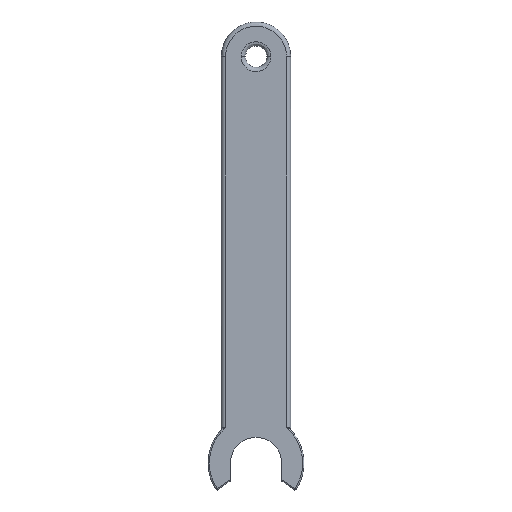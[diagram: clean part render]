
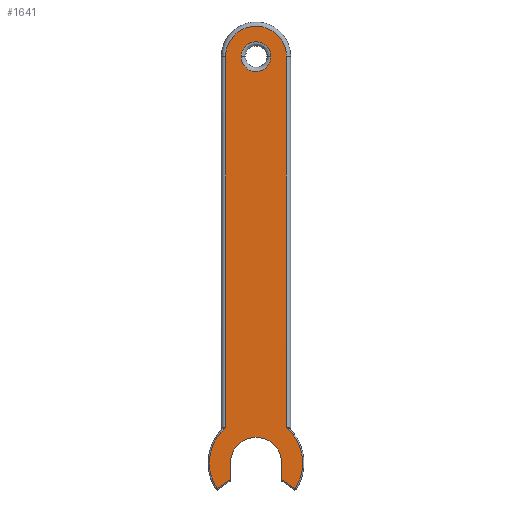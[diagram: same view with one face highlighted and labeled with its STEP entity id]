
A CAD part, top view. The second image highlights one B-rep face of the part: STEP entity #1641.
In plain terms, the highlighted planar face has unit normal (0, 0, 1).
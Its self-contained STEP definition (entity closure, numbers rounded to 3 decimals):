
#1 = CARTESIAN_POINT ( 'NONE',  ( -10.329, -4.23, 0. ) ) ;
#24 = CARTESIAN_POINT ( 'NONE',  ( -7.15, 95.397, 0. ) ) ;
#49 = DIRECTION ( 'NONE',  ( 0., 0., -1. ) ) ;
#99 = ORIENTED_EDGE ( 'NONE', *, *, #1712, .F. ) ;
#111 = LINE ( 'NONE', #1731, #925 ) ;
#157 = FACE_BOUND ( 'NONE', #2744, .T. ) ;
#163 = CARTESIAN_POINT ( 'NONE',  ( -7.15, 8.293, 0. ) ) ;
#218 = EDGE_CURVE ( 'NONE', #2754, #1489, #2224, .T. ) ;
#236 = EDGE_CURVE ( 'NONE', #1141, #662, #1200, .T. ) ;
#237 = ORIENTED_EDGE ( 'NONE', *, *, #2529, .F. ) ;
#298 = CARTESIAN_POINT ( 'NONE',  ( -3.5, 95.397, 0. ) ) ;
#299 = CARTESIAN_POINT ( 'NONE',  ( 7.15, 95.397, 0. ) ) ;
#319 = ORIENTED_EDGE ( 'NONE', *, *, #739, .F. ) ;
#323 = VERTEX_POINT ( 'NONE', #345 ) ;
#345 = CARTESIAN_POINT ( 'NONE',  ( -3.5, 95.397, 0. ) ) ;
#411 = VERTEX_POINT ( 'NONE', #1733 ) ;
#446 = EDGE_CURVE ( 'NONE', #1704, #1141, #763, .T. ) ;
#456 = CARTESIAN_POINT ( 'NONE',  ( -10.95, 0., 0. ) ) ;
#458 = VERTEX_POINT ( 'NONE', #2400 ) ;
#486 = CARTESIAN_POINT ( 'NONE',  ( 3.5, 102.397, 0. ) ) ;
#494 = PLANE ( 'NONE',  #1244 ) ;
#538 = ORIENTED_EDGE ( 'NONE', *, *, #993, .F. ) ;
#566 =( BOUNDED_CURVE ( )  B_SPLINE_CURVE ( 3, ( #727, #2076, #1201, #2761 ),
 .UNSPECIFIED., .F., .F. ) 
 B_SPLINE_CURVE_WITH_KNOTS ( ( 4, 4 ),
 ( 0., 1. ),
 .UNSPECIFIED. ) 
 CURVE ( )  GEOMETRIC_REPRESENTATION_ITEM ( )  RATIONAL_B_SPLINE_CURVE ( ( 0.957, 0.319, 0.319, 0.957 ) ) 
 REPRESENTATION_ITEM ( '' )  );
#580 = CARTESIAN_POINT ( 'NONE',  ( 7.15, 109.697, 0. ) ) ;
#631 = ORIENTED_EDGE ( 'NONE', *, *, #941, .F. ) ;
#654 =( BOUNDED_CURVE ( )  B_SPLINE_CURVE ( 3, ( #2154, #1720, #580, #2164 ),
 .UNSPECIFIED., .F., .T. ) 
 B_SPLINE_CURVE_WITH_KNOTS ( ( 4, 4 ),
 ( 0., 1. ),
 .UNSPECIFIED. ) 
 CURVE ( )  GEOMETRIC_REPRESENTATION_ITEM ( )  RATIONAL_B_SPLINE_CURVE ( ( 0.957, 0.319, 0.319, 0.957 ) ) 
 REPRESENTATION_ITEM ( '' )  );
#662 = VERTEX_POINT ( 'NONE', #1839 ) ;
#674 = DIRECTION ( 'NONE',  ( 0., 1., 0. ) ) ;
#715 = CARTESIAN_POINT ( 'NONE',  ( 11.081, -6.684, 0. ) ) ;
#727 = CARTESIAN_POINT ( 'NONE',  ( -3.5, 95.397, 0. ) ) ;
#739 = EDGE_CURVE ( 'NONE', #2216, #458, #1188, .T. ) ;
#751 =( BOUNDED_CURVE ( )  B_SPLINE_CURVE ( 3, ( #964, #486, #1660, #298 ),
 .UNSPECIFIED., .F., .T. ) 
 B_SPLINE_CURVE_WITH_KNOTS ( ( 4, 4 ),
 ( 0., 1. ),
 .UNSPECIFIED. ) 
 CURVE ( )  GEOMETRIC_REPRESENTATION_ITEM ( )  RATIONAL_B_SPLINE_CURVE ( ( 0.957, 0.319, 0.319, 0.957 ) ) 
 REPRESENTATION_ITEM ( '' )  );
#763 = LINE ( 'NONE', #1061, #2806 ) ;
#790 = LINE ( 'NONE', #2776, #1327 ) ;
#894 = CARTESIAN_POINT ( 'NONE',  ( -9.138, -6.033, 0. ) ) ;
#925 = VECTOR ( 'NONE', #2175, 1000. ) ;
#941 = EDGE_CURVE ( 'NONE', #2286, #2216, #111, .T. ) ;
#964 = CARTESIAN_POINT ( 'NONE',  ( 3.5, 95.397, 0. ) ) ;
#980 = VECTOR ( 'NONE', #2133, 1000. ) ;
#993 = EDGE_CURVE ( 'NONE', #458, #2458, #2719, .T. ) ;
#994 = EDGE_CURVE ( 'NONE', #1489, #1306, #790, .T. ) ;
#1056 = FACE_OUTER_BOUND ( 'NONE', #2206, .T. ) ;
#1061 = CARTESIAN_POINT ( 'NONE',  ( 7.15, 48.257, 0. ) ) ;
#1067 = CARTESIAN_POINT ( 'NONE',  ( 0., 0., 0. ) ) ;
#1141 = VERTEX_POINT ( 'NONE', #1786 ) ;
#1188 = CIRCLE ( 'NONE', #1276, 6. ) ;
#1200 =( BOUNDED_CURVE ( )  B_SPLINE_CURVE ( 3, ( #1219, #2547, #2775, #1443 ),
 .UNSPECIFIED., .F., .T. ) 
 B_SPLINE_CURVE_WITH_KNOTS ( ( 4, 4 ),
 ( 0., 1. ),
 .UNSPECIFIED. ) 
 CURVE ( )  GEOMETRIC_REPRESENTATION_ITEM ( )  RATIONAL_B_SPLINE_CURVE ( ( 0.953, 0.796, 0.797, 0.957 ) ) 
 REPRESENTATION_ITEM ( '' )  );
#1201 = CARTESIAN_POINT ( 'NONE',  ( 3.5, 88.397, 0. ) ) ;
#1219 = CARTESIAN_POINT ( 'NONE',  ( 7.15, 8.293, 0. ) ) ;
#1220 = CARTESIAN_POINT ( 'NONE',  ( -6., 48.257, 0. ) ) ;
#1234 = CARTESIAN_POINT ( 'NONE',  ( -9.138, -6.033, 0. ) ) ;
#1244 = AXIS2_PLACEMENT_3D ( 'NONE', #715, #49, #1644 ) ;
#1276 = AXIS2_PLACEMENT_3D ( 'NONE', #1067, #2621, #1292 ) ;
#1281 = DIRECTION ( 'NONE',  ( 0., -1., 0. ) ) ;
#1292 = DIRECTION ( 'NONE',  ( 1., 0., 0. ) ) ;
#1306 = VERTEX_POINT ( 'NONE', #24 ) ;
#1312 = EDGE_CURVE ( 'NONE', #662, #2286, #1514, .T. ) ;
#1327 = VECTOR ( 'NONE', #674, 1000. ) ;
#1391 = ORIENTED_EDGE ( 'NONE', *, *, #218, .F. ) ;
#1404 = VECTOR ( 'NONE', #1670, 1000. ) ;
#1443 = CARTESIAN_POINT ( 'NONE',  ( 9.138, -6.033, 0. ) ) ;
#1489 = VERTEX_POINT ( 'NONE', #1783 ) ;
#1514 = LINE ( 'NONE', #1631, #1610 ) ;
#1526 = CARTESIAN_POINT ( 'NONE',  ( -9.602, 6.179, 0. ) ) ;
#1534 = CARTESIAN_POINT ( 'NONE',  ( -10.95, 0., 0. ) ) ;
#1559 = ORIENTED_EDGE ( 'NONE', *, *, #2654, .F. ) ;
#1610 = VECTOR ( 'NONE', #1856, 1000. ) ;
#1631 = CARTESIAN_POINT ( 'NONE',  ( 5.981, -3.822, 0. ) ) ;
#1641 = ADVANCED_FACE ( 'NONE', ( #157, #1056 ), #494, .F. ) ;
#1644 = DIRECTION ( 'NONE',  ( -1., 0., 0. ) ) ;
#1660 = CARTESIAN_POINT ( 'NONE',  ( -3.5, 102.397, 0. ) ) ;
#1662 = EDGE_CURVE ( 'NONE', #323, #411, #566, .T. ) ;
#1670 = DIRECTION ( 'NONE',  ( 0., -1., 0. ) ) ;
#1704 = VERTEX_POINT ( 'NONE', #299 ) ;
#1712 = EDGE_CURVE ( 'NONE', #2458, #2120, #2809, .T. ) ;
#1720 = CARTESIAN_POINT ( 'NONE',  ( -7.15, 109.697, 0. ) ) ;
#1726 = CARTESIAN_POINT ( 'NONE',  ( 6., 0., 0. ) ) ;
#1731 = CARTESIAN_POINT ( 'NONE',  ( 6., 48.257, 0. ) ) ;
#1733 = CARTESIAN_POINT ( 'NONE',  ( 3.5, 95.397, 0. ) ) ;
#1769 = ORIENTED_EDGE ( 'NONE', *, *, #994, .F. ) ;
#1783 = CARTESIAN_POINT ( 'NONE',  ( -7.15, 8.293, 0. ) ) ;
#1786 = CARTESIAN_POINT ( 'NONE',  ( 7.15, 8.293, 0. ) ) ;
#1801 =( BOUNDED_CURVE ( )  B_SPLINE_CURVE ( 3, ( #894, #1, #1814, #456 ),
 .UNSPECIFIED., .F., .T. ) 
 B_SPLINE_CURVE_WITH_KNOTS ( ( 4, 4 ),
 ( 0., 1. ),
 .UNSPECIFIED. ) 
 CURVE ( )  GEOMETRIC_REPRESENTATION_ITEM ( )  RATIONAL_B_SPLINE_CURVE ( ( 0.957, 0.93, 0.93, 0.957 ) ) 
 REPRESENTATION_ITEM ( '' )  );
#1814 = CARTESIAN_POINT ( 'NONE',  ( -10.95, -2.16, 0. ) ) ;
#1839 = CARTESIAN_POINT ( 'NONE',  ( 9.138, -6.033, 0. ) ) ;
#1856 = DIRECTION ( 'NONE',  ( -0.819, 0.574, 0. ) ) ;
#1905 = ORIENTED_EDGE ( 'NONE', *, *, #446, .F. ) ;
#2007 = ORIENTED_EDGE ( 'NONE', *, *, #1662, .F. ) ;
#2076 = CARTESIAN_POINT ( 'NONE',  ( -3.5, 88.397, 0. ) ) ;
#2086 = ORIENTED_EDGE ( 'NONE', *, *, #2170, .F. ) ;
#2088 = ORIENTED_EDGE ( 'NONE', *, *, #236, .F. ) ;
#2120 = VERTEX_POINT ( 'NONE', #1234 ) ;
#2133 = DIRECTION ( 'NONE',  ( -0.819, -0.574, 0. ) ) ;
#2154 = CARTESIAN_POINT ( 'NONE',  ( -7.15, 95.397, 0. ) ) ;
#2164 = CARTESIAN_POINT ( 'NONE',  ( 7.15, 95.397, 0. ) ) ;
#2170 = EDGE_CURVE ( 'NONE', #1306, #1704, #654, .T. ) ;
#2175 = DIRECTION ( 'NONE',  ( 0., 1., 0. ) ) ;
#2206 = EDGE_LOOP ( 'NONE', ( #2394, #2088, #1905, #2086, #1769, #1391, #237, #99, #538, #319, #631 ) ) ;
#2216 = VERTEX_POINT ( 'NONE', #1726 ) ;
#2224 =( BOUNDED_CURVE ( )  B_SPLINE_CURVE ( 3, ( #1534, #2631, #1526, #163 ),
 .UNSPECIFIED., .F., .T. ) 
 B_SPLINE_CURVE_WITH_KNOTS ( ( 4, 4 ),
 ( 0., 1. ),
 .UNSPECIFIED. ) 
 CURVE ( )  GEOMETRIC_REPRESENTATION_ITEM ( )  RATIONAL_B_SPLINE_CURVE ( ( 0.957, 0.898, 0.898, 0.956 ) ) 
 REPRESENTATION_ITEM ( '' )  );
#2286 = VERTEX_POINT ( 'NONE', #2407 ) ;
#2394 = ORIENTED_EDGE ( 'NONE', *, *, #1312, .F. ) ;
#2400 = CARTESIAN_POINT ( 'NONE',  ( -6., 0., 0. ) ) ;
#2407 = CARTESIAN_POINT ( 'NONE',  ( 6., -3.835, 0. ) ) ;
#2458 = VERTEX_POINT ( 'NONE', #2917 ) ;
#2529 = EDGE_CURVE ( 'NONE', #2120, #2754, #1801, .T. ) ;
#2547 = CARTESIAN_POINT ( 'NONE',  ( 11.531, 4.516, 0. ) ) ;
#2558 = CARTESIAN_POINT ( 'NONE',  ( -10.95, 0., 0. ) ) ;
#2621 = DIRECTION ( 'NONE',  ( 0., 0., 1. ) ) ;
#2631 = CARTESIAN_POINT ( 'NONE',  ( -10.95, 3.236, 0. ) ) ;
#2654 = EDGE_CURVE ( 'NONE', #411, #323, #751, .T. ) ;
#2719 = LINE ( 'NONE', #1220, #1404 ) ;
#2744 = EDGE_LOOP ( 'NONE', ( #2007, #1559 ) ) ;
#2754 = VERTEX_POINT ( 'NONE', #2558 ) ;
#2761 = CARTESIAN_POINT ( 'NONE',  ( 3.5, 95.397, 0. ) ) ;
#2775 = CARTESIAN_POINT ( 'NONE',  ( 12.321, -1.211, 0. ) ) ;
#2776 = CARTESIAN_POINT ( 'NONE',  ( -7.15, 48.257, 0. ) ) ;
#2795 = CARTESIAN_POINT ( 'NONE',  ( -9.138, -6.033, 0. ) ) ;
#2806 = VECTOR ( 'NONE', #1281, 1000. ) ;
#2809 = LINE ( 'NONE', #2795, #980 ) ;
#2917 = CARTESIAN_POINT ( 'NONE',  ( -6., -3.835, 0. ) ) ;
